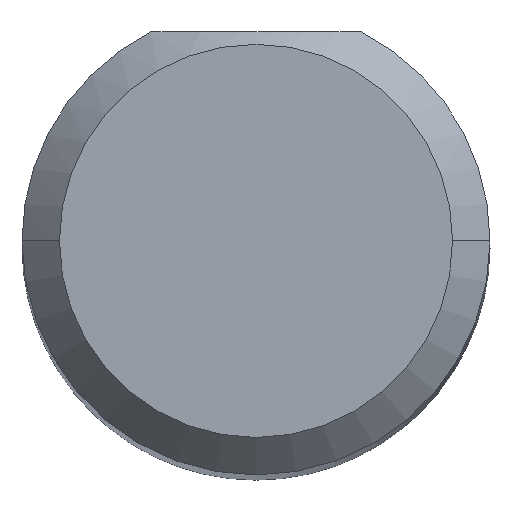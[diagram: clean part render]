
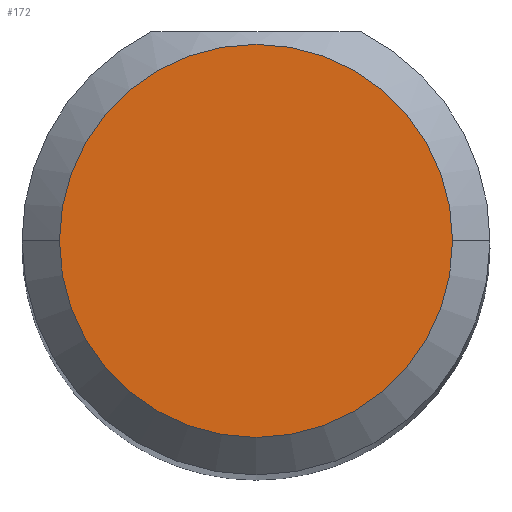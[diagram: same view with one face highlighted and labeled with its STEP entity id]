
A CAD part, top view. The second image highlights one B-rep face of the part: STEP entity #172.
In plain terms, the highlighted planar face has unit normal (0, 0, 1).
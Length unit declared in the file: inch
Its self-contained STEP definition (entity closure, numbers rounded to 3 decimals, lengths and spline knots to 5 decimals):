
#6 = CARTESIAN_POINT ( 'NONE',  ( 0., 0., 2. ) ) ;
#28 = DIRECTION ( 'NONE',  ( 0., 0., 1. ) ) ;
#29 = VERTEX_POINT ( 'NONE', #380 ) ;
#35 = CARTESIAN_POINT ( 'NONE',  ( 0., 0., 2. ) ) ;
#68 = ORIENTED_EDGE ( 'NONE', *, *, #264, .T. ) ;
#93 = CIRCLE ( 'NONE', #244, 0.07875 ) ;
#97 = DIRECTION ( 'NONE',  ( 0., 0., 1. ) ) ;
#172 = ADVANCED_FACE ( 'NONE', ( #504 ), #402, .T. ) ;
#205 = DIRECTION ( 'NONE',  ( 0., 0., 1. ) ) ;
#210 = EDGE_CURVE ( 'NONE', #483, #29, #280, .T. ) ;
#243 = DIRECTION ( 'NONE',  ( 1., 0., 0. ) ) ;
#244 = AXIS2_PLACEMENT_3D ( 'NONE', #35, #205, #243 ) ;
#264 = EDGE_CURVE ( 'NONE', #29, #483, #93, .T. ) ;
#279 = EDGE_LOOP ( 'NONE', ( #509, #68 ) ) ;
#280 = CIRCLE ( 'NONE', #569, 0.07875 ) ;
#325 = DIRECTION ( 'NONE',  ( 1., 0., 0. ) ) ;
#380 = CARTESIAN_POINT ( 'NONE',  ( 0.07875, 0., 2. ) ) ;
#402 = PLANE ( 'NONE',  #433 ) ;
#433 = AXIS2_PLACEMENT_3D ( 'NONE', #6, #97, #325 ) ;
#457 = DIRECTION ( 'NONE',  ( 1., 0., 0. ) ) ;
#483 = VERTEX_POINT ( 'NONE', #531 ) ;
#504 = FACE_OUTER_BOUND ( 'NONE', #279, .T. ) ;
#509 = ORIENTED_EDGE ( 'NONE', *, *, #210, .T. ) ;
#515 = CARTESIAN_POINT ( 'NONE',  ( 0., 0., 2. ) ) ;
#531 = CARTESIAN_POINT ( 'NONE',  ( -0.07875, 0., 2. ) ) ;
#569 = AXIS2_PLACEMENT_3D ( 'NONE', #515, #28, #457 ) ;
